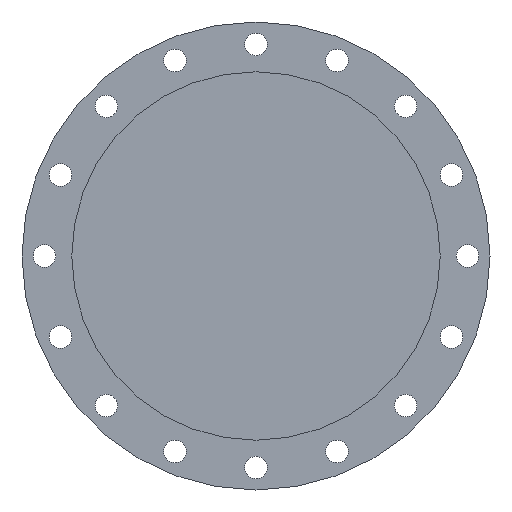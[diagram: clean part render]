
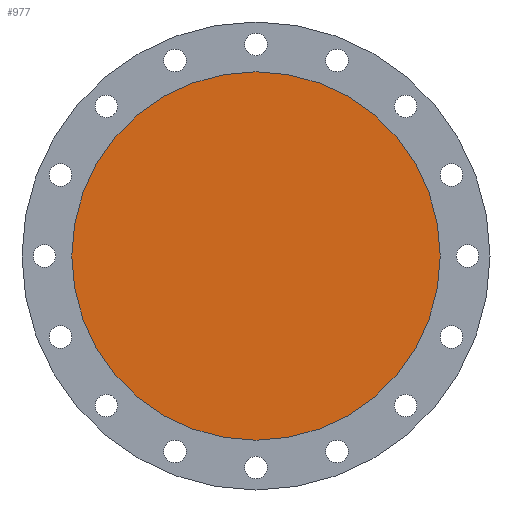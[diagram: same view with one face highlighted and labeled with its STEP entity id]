
A CAD part, left-side view. The second image highlights one B-rep face of the part: STEP entity #977.
In plain terms, the highlighted planar face has unit normal (-1, 0, 0).
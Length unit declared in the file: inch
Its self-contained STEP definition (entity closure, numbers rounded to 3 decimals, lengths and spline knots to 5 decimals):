
#94 = AXIS2_PLACEMENT_3D ( 'NONE', #645, #971, #1304 ) ;
#324 = VERTEX_POINT ( 'NONE', #1153 ) ;
#379 = CARTESIAN_POINT ( 'NONE',  ( 0., 0., 0. ) ) ;
#476 = FACE_OUTER_BOUND ( 'NONE', #1221, .T. ) ;
#477 = VERTEX_POINT ( 'NONE', #1114 ) ;
#581 = ORIENTED_EDGE ( 'NONE', *, *, #1132, .T. ) ;
#592 = DIRECTION ( 'NONE',  ( -1., 0., 0. ) ) ;
#645 = CARTESIAN_POINT ( 'NONE',  ( 0., 0., 0. ) ) ;
#697 = AXIS2_PLACEMENT_3D ( 'NONE', #379, #1163, #736 ) ;
#736 = DIRECTION ( 'NONE',  ( 0., 0., 1. ) ) ;
#783 = EDGE_CURVE ( 'NONE', #324, #477, #1191, .T. ) ;
#787 = DIRECTION ( 'NONE',  ( 0., 0., 1. ) ) ;
#971 = DIRECTION ( 'NONE',  ( -1., 0., 0. ) ) ;
#977 = ADVANCED_FACE ( 'NONE', ( #476 ), #1018, .T. ) ;
#1018 = PLANE ( 'NONE',  #1069 ) ;
#1069 = AXIS2_PLACEMENT_3D ( 'NONE', #1358, #592, #787 ) ;
#1114 = CARTESIAN_POINT ( 'NONE',  ( 0., 0., 9.25 ) ) ;
#1132 = EDGE_CURVE ( 'NONE', #477, #324, #1261, .T. ) ;
#1153 = CARTESIAN_POINT ( 'NONE',  ( 0., 0., -9.25 ) ) ;
#1163 = DIRECTION ( 'NONE',  ( -1., 0., 0. ) ) ;
#1191 = CIRCLE ( 'NONE', #94, 9.25 ) ;
#1221 = EDGE_LOOP ( 'NONE', ( #581, #1399 ) ) ;
#1261 = CIRCLE ( 'NONE', #697, 9.25 ) ;
#1304 = DIRECTION ( 'NONE',  ( 0., 0., 1. ) ) ;
#1358 = CARTESIAN_POINT ( 'NONE',  ( 0., 0., 0. ) ) ;
#1399 = ORIENTED_EDGE ( 'NONE', *, *, #783, .T. ) ;
